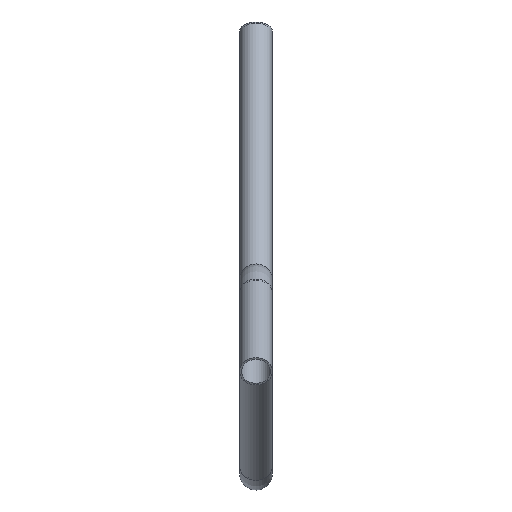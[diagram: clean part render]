
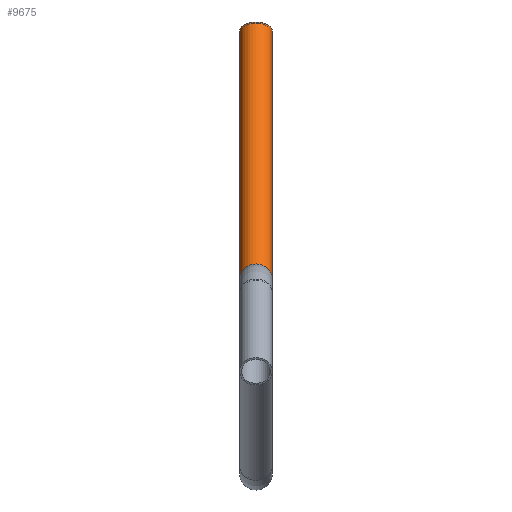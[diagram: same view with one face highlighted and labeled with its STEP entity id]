
A CAD part, front view. The second image highlights one B-rep face of the part: STEP entity #9675.
In plain terms, the highlighted cylindrical face has radius 16.85 mm (diameter 33.7 mm), a full revolution.
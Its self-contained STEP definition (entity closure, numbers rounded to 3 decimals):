
#422 = EDGE_LOOP ( 'NONE', ( #10947 ) ) ;
#995 = CYLINDRICAL_SURFACE ( 'NONE', #1322, 16.85 ) ;
#1209 = VERTEX_POINT ( 'NONE', #16091 ) ;
#1322 = AXIS2_PLACEMENT_3D ( 'NONE', #15075, #8598, #3503 ) ;
#3085 = AXIS2_PLACEMENT_3D ( 'NONE', #11512, #9059, #5028 ) ;
#3195 = DIRECTION ( 'NONE',  ( 0., 0.565, 0.825 ) ) ;
#3503 = DIRECTION ( 'NONE',  ( 0., -0.825, 0.565 ) ) ;
#3734 = EDGE_CURVE ( 'NONE', #8095, #8095, #8124, .T. ) ;
#5028 = DIRECTION ( 'NONE',  ( 0., -0.825, 0.565 ) ) ;
#5850 = CARTESIAN_POINT ( 'NONE',  ( 0., 955.147, 349.539 ) ) ;
#7400 = AXIS2_PLACEMENT_3D ( 'NONE', #5850, #3195, #12166 ) ;
#7897 = EDGE_LOOP ( 'NONE', ( #9408 ) ) ;
#8095 = VERTEX_POINT ( 'NONE', #13403 ) ;
#8124 = CIRCLE ( 'NONE', #7400, 16.85 ) ;
#8598 = DIRECTION ( 'NONE',  ( 0., 0.565, 0.825 ) ) ;
#8925 = EDGE_CURVE ( 'NONE', #1209, #1209, #16736, .T. ) ;
#9059 = DIRECTION ( 'NONE',  ( 0., 0.565, 0.825 ) ) ;
#9408 = ORIENTED_EDGE ( 'NONE', *, *, #8925, .T. ) ;
#9675 = ADVANCED_FACE ( 'NONE', ( #13279, #14508 ), #995, .T. ) ;
#10947 = ORIENTED_EDGE ( 'NONE', *, *, #3734, .F. ) ;
#11512 = CARTESIAN_POINT ( 'NONE',  ( 0., 666.943, -71.379 ) ) ;
#12166 = DIRECTION ( 'NONE',  ( 0., -0.825, 0.565 ) ) ;
#13279 = FACE_OUTER_BOUND ( 'NONE', #422, .T. ) ;
#13403 = CARTESIAN_POINT ( 'NONE',  ( 0., 941.243, 359.058 ) ) ;
#14508 = FACE_OUTER_BOUND ( 'NONE', #7897, .T. ) ;
#15075 = CARTESIAN_POINT ( 'NONE',  ( 0., 666.943, -71.379 ) ) ;
#16091 = CARTESIAN_POINT ( 'NONE',  ( 0., 653.04, -61.859 ) ) ;
#16736 = CIRCLE ( 'NONE', #3085, 16.85 ) ;
